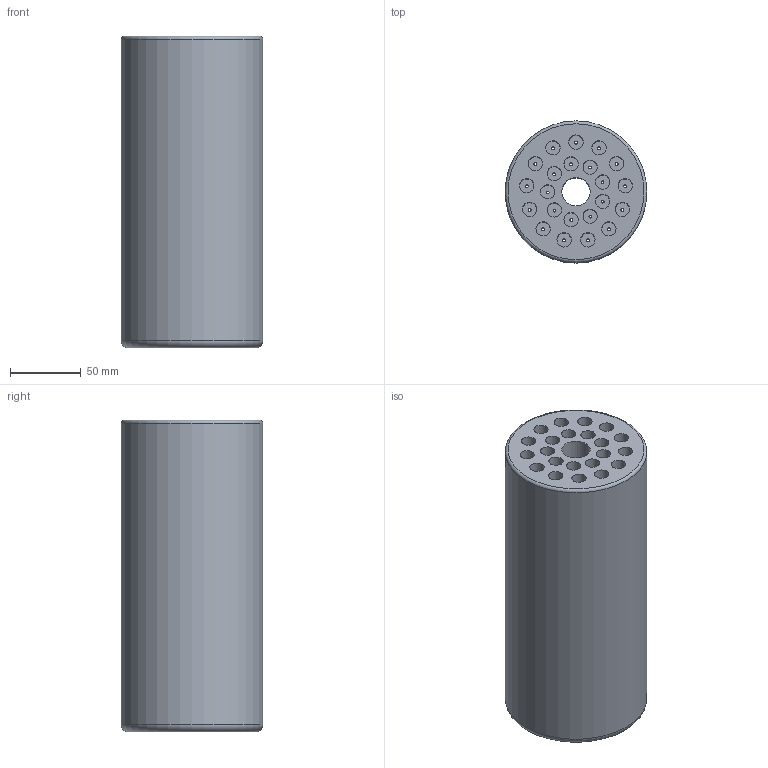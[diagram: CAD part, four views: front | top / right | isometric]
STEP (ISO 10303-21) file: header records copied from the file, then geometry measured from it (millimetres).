
FILE_DESCRIPTION(/* description */ (''),/* implementation_level */ '2;1');
FILE_NAME(/* name */ 'Bloc d''égalisation V2 v1.step',/* time_stamp */ '2022-06-08T11:19:19-03:00',/* author */ (''),/* organization */ (''),/* preprocessor_version */ 'ST-DEVELOPER v19',/* originating_system */ 'Autodesk Translation Framework v11.7.0.108',/* authorisation */ '');
FILE_SCHEMA (('AUTOMOTIVE_DESIGN { 1 0 10303 214 3 1 1 }'));
Length unit declared in the file: millimetre
Products named in the file (1): Bloc d'égalisation V2
Bounding box: 100 x 100 x 220 mm (x, y, z)
Volume: 1298464.7 mm3; surface area: 239490.5 mm2
Topology: 1 solids, 1 shells, 74 faces, 146 edges, 96 vertices
Faces by surface type: cylinder 47, plane 24, torus 2, cone 1
Full cylindrical faces by diameter (mm): 2 x22, 10.1 x22, 20 x1, 30 x1, 100 x1
Entity records: 2081 total; most frequent: DIRECTION 394, CARTESIAN_POINT 317, ORIENTED_EDGE 292, AXIS2_PLACEMENT_3D 173, EDGE_CURVE 146, EDGE_LOOP 142, CIRCLE 98, VERTEX_POINT 96
